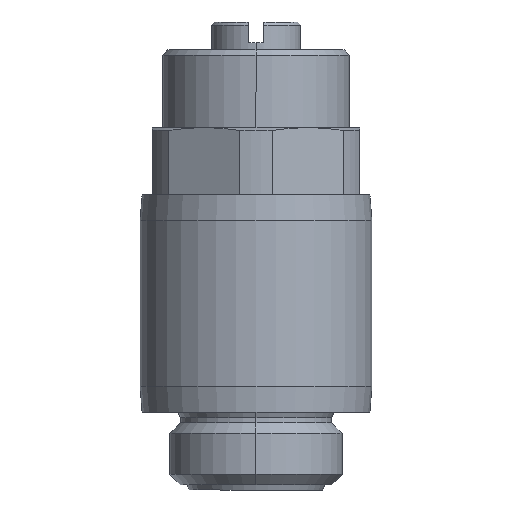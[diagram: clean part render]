
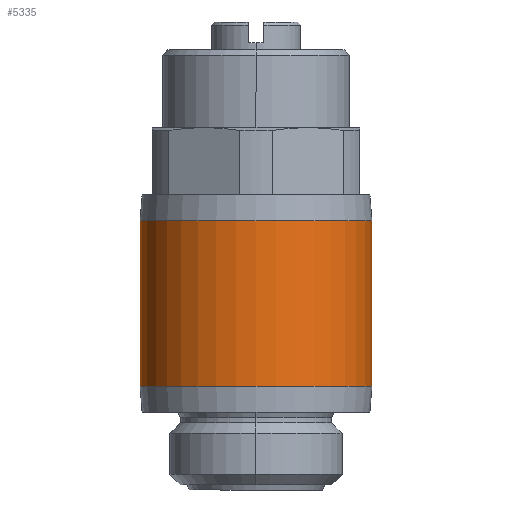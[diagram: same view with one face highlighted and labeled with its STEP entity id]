
A CAD part, left-side view. The second image highlights one B-rep face of the part: STEP entity #5335.
In plain terms, the highlighted cylindrical face has radius 11.2 mm (diameter 22.4 mm), a partial arc.
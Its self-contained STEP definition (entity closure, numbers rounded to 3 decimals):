
#340 = VERTEX_POINT ( 'NONE', #8895 ) ;
#418 = LINE ( 'NONE', #457, #2095 ) ;
#444 = AXIS2_PLACEMENT_3D ( 'NONE', #4314, #2664, #1051 ) ;
#457 = CARTESIAN_POINT ( 'NONE',  ( 3.7, -11.2, 0. ) ) ;
#630 = AXIS2_PLACEMENT_3D ( 'NONE', #3340, #3258, #9121 ) ;
#861 = VERTEX_POINT ( 'NONE', #2359 ) ;
#1051 = DIRECTION ( 'NONE',  ( 0., -1., 0. ) ) ;
#1827 = DIRECTION ( 'NONE',  ( 0., 0., 1. ) ) ;
#2095 = VECTOR ( 'NONE', #8838, 1000. ) ;
#2216 = EDGE_CURVE ( 'NONE', #340, #4228, #2618, .T. ) ;
#2359 = CARTESIAN_POINT ( 'NONE',  ( 3.7, -11.2, -8. ) ) ;
#2618 = CIRCLE ( 'NONE', #3271, 11.2 ) ;
#2664 = DIRECTION ( 'NONE',  ( 0., 0., 1. ) ) ;
#2692 = DIRECTION ( 'NONE',  ( 0., 0., -1. ) ) ;
#2787 = ORIENTED_EDGE ( 'NONE', *, *, #8820, .T. ) ;
#2911 = ORIENTED_EDGE ( 'NONE', *, *, #2216, .T. ) ;
#3258 = DIRECTION ( 'NONE',  ( 0., 0., 1. ) ) ;
#3271 = AXIS2_PLACEMENT_3D ( 'NONE', #6004, #2692, #10097 ) ;
#3340 = CARTESIAN_POINT ( 'NONE',  ( 3.7, 0., 0. ) ) ;
#3705 = EDGE_LOOP ( 'NONE', ( #9567, #2787, #2911, #8222 ) ) ;
#3716 = CARTESIAN_POINT ( 'NONE',  ( 3.7, 11.2, -8. ) ) ;
#4228 = VERTEX_POINT ( 'NONE', #8861 ) ;
#4314 = CARTESIAN_POINT ( 'NONE',  ( 3.7, 0., -8. ) ) ;
#4734 = FACE_OUTER_BOUND ( 'NONE', #3705, .T. ) ;
#5335 = ADVANCED_FACE ( 'NONE', ( #4734 ), #5755, .T. ) ;
#5523 = LINE ( 'NONE', #6060, #9728 ) ;
#5755 = CYLINDRICAL_SURFACE ( 'NONE', #630, 11.2 ) ;
#6004 = CARTESIAN_POINT ( 'NONE',  ( 3.7, 0., 8. ) ) ;
#6060 = CARTESIAN_POINT ( 'NONE',  ( 3.7, 11.2, 0. ) ) ;
#7488 = VERTEX_POINT ( 'NONE', #3716 ) ;
#8222 = ORIENTED_EDGE ( 'NONE', *, *, #8903, .F. ) ;
#8820 = EDGE_CURVE ( 'NONE', #7488, #340, #5523, .T. ) ;
#8838 = DIRECTION ( 'NONE',  ( 0., 0., 1. ) ) ;
#8861 = CARTESIAN_POINT ( 'NONE',  ( 3.7, -11.2, 8. ) ) ;
#8895 = CARTESIAN_POINT ( 'NONE',  ( 3.7, 11.2, 8. ) ) ;
#8903 = EDGE_CURVE ( 'NONE', #861, #4228, #418, .T. ) ;
#9121 = DIRECTION ( 'NONE',  ( 0., -1., 0. ) ) ;
#9567 = ORIENTED_EDGE ( 'NONE', *, *, #9857, .T. ) ;
#9728 = VECTOR ( 'NONE', #1827, 1000. ) ;
#9857 = EDGE_CURVE ( 'NONE', #861, #7488, #9918, .T. ) ;
#9918 = CIRCLE ( 'NONE', #444, 11.2 ) ;
#10097 = DIRECTION ( 'NONE',  ( 0., -1., 0. ) ) ;
